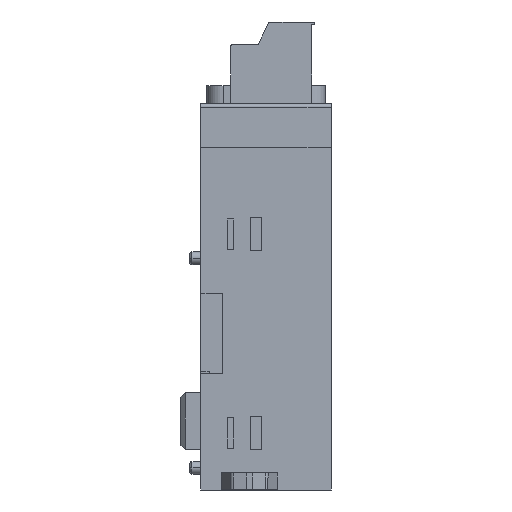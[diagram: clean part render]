
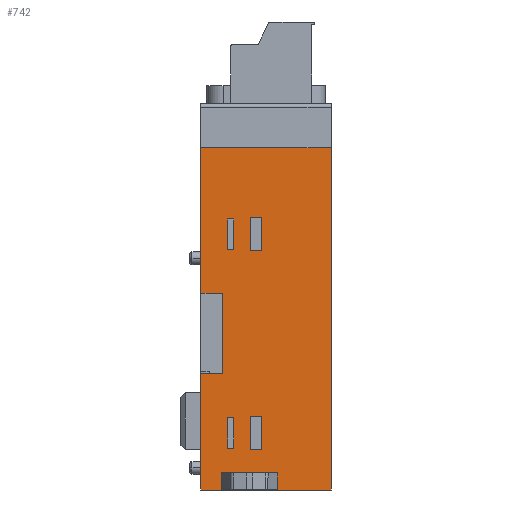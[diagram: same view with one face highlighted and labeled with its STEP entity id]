
A CAD part, front view. The second image highlights one B-rep face of the part: STEP entity #742.
In plain terms, the highlighted planar face has unit normal (0, -1, 0).
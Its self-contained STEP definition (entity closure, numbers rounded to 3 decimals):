
#742=ADVANCED_FACE('Corps principal',(#2018,#2019,#2020,#2021,#2022,#2023),#2024,.T.);
#2018=FACE_OUTER_BOUND('',#3875,.T.);
#2019=FACE_BOUND('',#3876,.T.);
#2020=FACE_BOUND('',#3877,.T.);
#2021=FACE_BOUND('',#3878,.T.);
#2022=FACE_BOUND('',#3879,.T.);
#2023=FACE_BOUND('',#3880,.T.);
#2024=PLANE('',#3881);
#3875=EDGE_LOOP('',(#6141,#6142,#6143,#6144,#6145,#6146,#6147,#6148));
#3876=EDGE_LOOP('',(#6149,#6150,#6151,#6152));
#3877=EDGE_LOOP('',(#6153,#6154,#6155,#6156));
#3878=EDGE_LOOP('',(#6157,#6158,#6159,#6160));
#3879=EDGE_LOOP('',(#6161,#6162,#6163,#6164));
#3880=EDGE_LOOP('',(#6165,#6166,#6167,#6168));
#3881=AXIS2_PLACEMENT_3D('',#6169,#6170,#6171);
#6141=ORIENTED_EDGE('',*,*,#11136,.T.);
#6142=ORIENTED_EDGE('',*,*,#11137,.T.);
#6143=ORIENTED_EDGE('',*,*,#11060,.F.);
#6144=ORIENTED_EDGE('',*,*,#11134,.F.);
#6145=ORIENTED_EDGE('',*,*,#11138,.T.);
#6146=ORIENTED_EDGE('',*,*,#11139,.F.);
#6147=ORIENTED_EDGE('',*,*,#11140,.F.);
#6148=ORIENTED_EDGE('',*,*,#11141,.F.);
#6149=ORIENTED_EDGE('',*,*,#11142,.F.);
#6150=ORIENTED_EDGE('',*,*,#11143,.F.);
#6151=ORIENTED_EDGE('',*,*,#11144,.F.);
#6152=ORIENTED_EDGE('',*,*,#11145,.F.);
#6153=ORIENTED_EDGE('',*,*,#11146,.F.);
#6154=ORIENTED_EDGE('',*,*,#11147,.F.);
#6155=ORIENTED_EDGE('',*,*,#11148,.F.);
#6156=ORIENTED_EDGE('',*,*,#11149,.F.);
#6157=ORIENTED_EDGE('',*,*,#11150,.F.);
#6158=ORIENTED_EDGE('',*,*,#11151,.F.);
#6159=ORIENTED_EDGE('',*,*,#11152,.F.);
#6160=ORIENTED_EDGE('',*,*,#11153,.F.);
#6161=ORIENTED_EDGE('',*,*,#11154,.F.);
#6162=ORIENTED_EDGE('',*,*,#11155,.F.);
#6163=ORIENTED_EDGE('',*,*,#11156,.F.);
#6164=ORIENTED_EDGE('',*,*,#11157,.F.);
#6165=ORIENTED_EDGE('',*,*,#11158,.F.);
#6166=ORIENTED_EDGE('',*,*,#11159,.F.);
#6167=ORIENTED_EDGE('',*,*,#11160,.F.);
#6168=ORIENTED_EDGE('',*,*,#11161,.F.);
#6169=CARTESIAN_POINT('',(0.0,0.,73.003));
#6170=DIRECTION('',(0.0,-1.0,0.0));
#6171=DIRECTION('',(0.0,0.0,-1.0));
#11060=EDGE_CURVE('',#13275,#13277,#13278,.T.);
#11134=EDGE_CURVE('',#13419,#13275,#13421,.T.);
#11136=EDGE_CURVE('',#13423,#13424,#13425,.T.);
#11137=EDGE_CURVE('',#13424,#13277,#13426,.T.);
#11138=EDGE_CURVE('',#13419,#13427,#13428,.T.);
#11139=EDGE_CURVE('',#13429,#13427,#13430,.F.);
#11140=EDGE_CURVE('',#13431,#13429,#13432,.T.);
#11141=EDGE_CURVE('',#13423,#13431,#13433,.F.);
#11142=EDGE_CURVE('',#13434,#13435,#13436,.T.);
#11143=EDGE_CURVE('',#13437,#13434,#13438,.F.);
#11144=EDGE_CURVE('',#13439,#13437,#13440,.T.);
#11145=EDGE_CURVE('',#13435,#13439,#13441,.F.);
#11146=EDGE_CURVE('',#13442,#13443,#13444,.T.);
#11147=EDGE_CURVE('',#13445,#13442,#13446,.F.);
#11148=EDGE_CURVE('',#13447,#13445,#13448,.T.);
#11149=EDGE_CURVE('',#13443,#13447,#13449,.F.);
#11150=EDGE_CURVE('',#13450,#13451,#13452,.T.);
#11151=EDGE_CURVE('',#13453,#13450,#13454,.F.);
#11152=EDGE_CURVE('',#13455,#13453,#13456,.T.);
#11153=EDGE_CURVE('',#13451,#13455,#13457,.F.);
#11154=EDGE_CURVE('',#13458,#13459,#13460,.T.);
#11155=EDGE_CURVE('',#13461,#13458,#13462,.F.);
#11156=EDGE_CURVE('',#13463,#13461,#13464,.T.);
#11157=EDGE_CURVE('',#13459,#13463,#13465,.F.);
#11158=EDGE_CURVE('',#13466,#13467,#13468,.T.);
#11159=EDGE_CURVE('',#13469,#13466,#13470,.F.);
#11160=EDGE_CURVE('',#13471,#13469,#13472,.T.);
#11161=EDGE_CURVE('',#13467,#13471,#13473,.F.);
#13275=VERTEX_POINT('',#16487);
#13277=VERTEX_POINT('',#16490);
#13278=LINE('',#16491,#16492);
#13419=VERTEX_POINT('',#16693);
#13421=LINE('',#16696,#16697);
#13423=VERTEX_POINT('',#16699);
#13424=VERTEX_POINT('',#16700);
#13425=LINE('',#16701,#16702);
#13426=LINE('',#16703,#16704);
#13427=VERTEX_POINT('',#16705);
#13428=LINE('',#16706,#16707);
#13429=VERTEX_POINT('',#16708);
#13430=LINE('',#16709,#16710);
#13431=VERTEX_POINT('',#16711);
#13432=LINE('',#16712,#16713);
#13433=LINE('',#16714,#16715);
#13434=VERTEX_POINT('',#16716);
#13435=VERTEX_POINT('',#16717);
#13436=LINE('',#16718,#16719);
#13437=VERTEX_POINT('',#16720);
#13438=LINE('',#16721,#16722);
#13439=VERTEX_POINT('',#16723);
#13440=LINE('',#16724,#16725);
#13441=LINE('',#16726,#16727);
#13442=VERTEX_POINT('',#16728);
#13443=VERTEX_POINT('',#16729);
#13444=LINE('',#16730,#16731);
#13445=VERTEX_POINT('',#16732);
#13446=LINE('',#16733,#16734);
#13447=VERTEX_POINT('',#16735);
#13448=LINE('',#16736,#16737);
#13449=LINE('',#16738,#16739);
#13450=VERTEX_POINT('',#16740);
#13451=VERTEX_POINT('',#16741);
#13452=LINE('',#16742,#16743);
#13453=VERTEX_POINT('',#16744);
#13454=LINE('',#16745,#16746);
#13455=VERTEX_POINT('',#16747);
#13456=LINE('',#16748,#16749);
#13457=LINE('',#16750,#16751);
#13458=VERTEX_POINT('',#16752);
#13459=VERTEX_POINT('',#16753);
#13460=LINE('',#16754,#16755);
#13461=VERTEX_POINT('',#16756);
#13462=LINE('',#16757,#16758);
#13463=VERTEX_POINT('',#16759);
#13464=LINE('',#16760,#16761);
#13465=LINE('',#16762,#16763);
#13466=VERTEX_POINT('',#16764);
#13467=VERTEX_POINT('',#16765);
#13468=LINE('',#16766,#16767);
#13469=VERTEX_POINT('',#16768);
#13470=LINE('',#16769,#16770);
#13471=VERTEX_POINT('',#16771);
#13472=LINE('',#16772,#16773);
#13473=LINE('',#16774,#16775);
#16487=CARTESIAN_POINT('',(23.6,0.,73.003));
#16490=CARTESIAN_POINT('',(23.6,0.,11.003));
#16491=CARTESIAN_POINT('',(23.6,0.,42.003));
#16492=VECTOR('',#20684,1.0);
#16693=CARTESIAN_POINT('',(0.0,0.,73.003));
#16696=CARTESIAN_POINT('',(11.8,0.,73.003));
#16697=VECTOR('',#20776,1.0);
#16699=CARTESIAN_POINT('',(0.,0.,32.034));
#16700=CARTESIAN_POINT('',(0.0,0.,11.003));
#16701=CARTESIAN_POINT('',(0.0,0.,21.518));
#16702=VECTOR('',#20777,1.0);
#16703=CARTESIAN_POINT('',(11.8,0.,11.003));
#16704=VECTOR('',#20778,1.0);
#16705=CARTESIAN_POINT('',(0.,0.,46.672));
#16706=CARTESIAN_POINT('',(0.0,0.,59.837));
#16707=VECTOR('',#20779,1.0);
#16708=CARTESIAN_POINT('',(3.95,0.,46.603));
#16709=CARTESIAN_POINT('',(1.975,0.,46.637));
#16710=VECTOR('',#20780,1.0);
#16711=CARTESIAN_POINT('',(3.95,0.,32.103));
#16712=CARTESIAN_POINT('',(3.95,0.,39.353));
#16713=VECTOR('',#20781,1.0);
#16714=CARTESIAN_POINT('',(1.975,0.,32.068));
#16715=VECTOR('',#20782,1.0);
#16716=CARTESIAN_POINT('',(13.854,0.,11.103));
#16717=CARTESIAN_POINT('',(13.89,0.,14.103));
#16718=CARTESIAN_POINT('',(13.872,0.,12.603));
#16719=VECTOR('',#20783,1.0);
#16720=CARTESIAN_POINT('',(3.746,0.,11.103));
#16721=CARTESIAN_POINT('',(8.8,0.,11.103));
#16722=VECTOR('',#20784,1.0);
#16723=CARTESIAN_POINT('',(3.71,0.,14.103));
#16724=CARTESIAN_POINT('',(3.728,0.,12.603));
#16725=VECTOR('',#20785,1.0);
#16726=CARTESIAN_POINT('',(8.8,0.,14.103));
#16727=VECTOR('',#20786,1.0);
#16728=CARTESIAN_POINT('',(6.0,0.,54.585));
#16729=CARTESIAN_POINT('',(6.0,0.,60.12));
#16730=CARTESIAN_POINT('',(6.0,0.,57.353));
#16731=VECTOR('',#20787,1.0);
#16732=CARTESIAN_POINT('',(4.845,0.,54.585));
#16733=CARTESIAN_POINT('',(5.423,0.,54.585));
#16734=VECTOR('',#20788,1.0);
#16735=CARTESIAN_POINT('',(4.845,0.,60.12));
#16736=CARTESIAN_POINT('',(4.845,0.,57.353));
#16737=VECTOR('',#20789,1.0);
#16738=CARTESIAN_POINT('',(5.423,0.,60.12));
#16739=VECTOR('',#20790,1.0);
#16740=CARTESIAN_POINT('',(6.0,0.,18.585));
#16741=CARTESIAN_POINT('',(6.0,0.,24.12));
#16742=CARTESIAN_POINT('',(6.0,0.,21.353));
#16743=VECTOR('',#20791,1.0);
#16744=CARTESIAN_POINT('',(4.845,0.,18.585));
#16745=CARTESIAN_POINT('',(5.423,0.,18.585));
#16746=VECTOR('',#20792,1.0);
#16747=CARTESIAN_POINT('',(4.845,0.,24.12));
#16748=CARTESIAN_POINT('',(4.845,0.,21.353));
#16749=VECTOR('',#20793,1.0);
#16750=CARTESIAN_POINT('',(5.423,0.,24.12));
#16751=VECTOR('',#20794,1.0);
#16752=CARTESIAN_POINT('',(8.983,0.,18.335));
#16753=CARTESIAN_POINT('',(11.017,0.,18.335));
#16754=CARTESIAN_POINT('',(10.0,0.,18.335));
#16755=VECTOR('',#20795,1.0);
#16756=CARTESIAN_POINT('',(8.983,0.,24.37));
#16757=CARTESIAN_POINT('',(8.983,0.,21.353));
#16758=VECTOR('',#20796,1.0);
#16759=CARTESIAN_POINT('',(11.017,0.,24.37));
#16760=CARTESIAN_POINT('',(10.0,0.,24.37));
#16761=VECTOR('',#20797,1.0);
#16762=CARTESIAN_POINT('',(11.017,0.,21.353));
#16763=VECTOR('',#20798,1.0);
#16764=CARTESIAN_POINT('',(11.017,0.,60.37));
#16765=CARTESIAN_POINT('',(8.983,0.,60.37));
#16766=CARTESIAN_POINT('',(10.0,0.,60.37));
#16767=VECTOR('',#20799,1.0);
#16768=CARTESIAN_POINT('',(11.017,0.,54.335));
#16769=CARTESIAN_POINT('',(11.017,0.,57.353));
#16770=VECTOR('',#20800,1.0);
#16771=CARTESIAN_POINT('',(8.983,0.,54.335));
#16772=CARTESIAN_POINT('',(10.0,0.,54.335));
#16773=VECTOR('',#20801,1.0);
#16774=CARTESIAN_POINT('',(8.983,0.,57.353));
#16775=VECTOR('',#20802,1.0);
#20684=DIRECTION('',(0.0,0.0,-1.0));
#20776=DIRECTION('',(1.0,0.0,0.0));
#20777=DIRECTION('',(0.0,0.0,-1.0));
#20778=DIRECTION('',(1.0,0.0,0.0));
#20779=DIRECTION('',(0.0,0.0,-1.0));
#20780=DIRECTION('',(1.,0.0,-0.017));
#20781=DIRECTION('',(0.0,0.0,1.0));
#20782=DIRECTION('',(-1.,0.0,-0.017));
#20783=DIRECTION('',(0.012,0.0,1.));
#20784=DIRECTION('',(-1.0,0.0,0.0));
#20785=DIRECTION('',(0.012,0.0,-1.));
#20786=DIRECTION('',(1.0,0.0,0.0));
#20787=DIRECTION('',(0.0,0.0,1.0));
#20788=DIRECTION('',(-1.0,0.0,0.0));
#20789=DIRECTION('',(0.0,0.0,-1.0));
#20790=DIRECTION('',(1.0,0.0,0.0));
#20791=DIRECTION('',(0.0,0.0,1.0));
#20792=DIRECTION('',(-1.0,0.0,0.0));
#20793=DIRECTION('',(0.0,0.0,-1.0));
#20794=DIRECTION('',(1.0,0.0,0.0));
#20795=DIRECTION('',(1.0,0.0,0.0));
#20796=DIRECTION('',(0.0,0.0,1.0));
#20797=DIRECTION('',(-1.0,0.0,0.0));
#20798=DIRECTION('',(0.,0.0,-1.0));
#20799=DIRECTION('',(-1.0,0.0,0.0));
#20800=DIRECTION('',(0.,0.0,-1.0));
#20801=DIRECTION('',(1.0,0.0,0.0));
#20802=DIRECTION('',(0.0,0.0,1.0));
